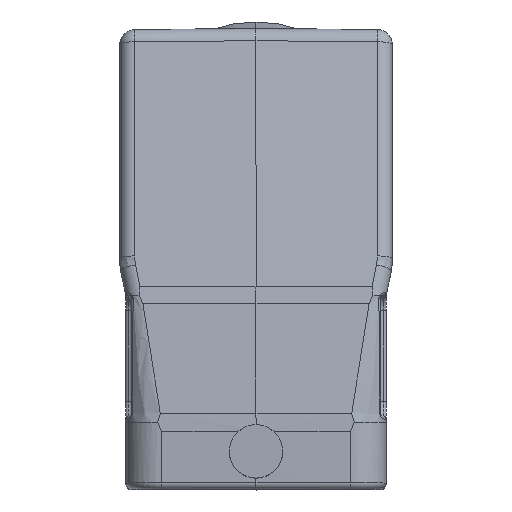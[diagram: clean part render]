
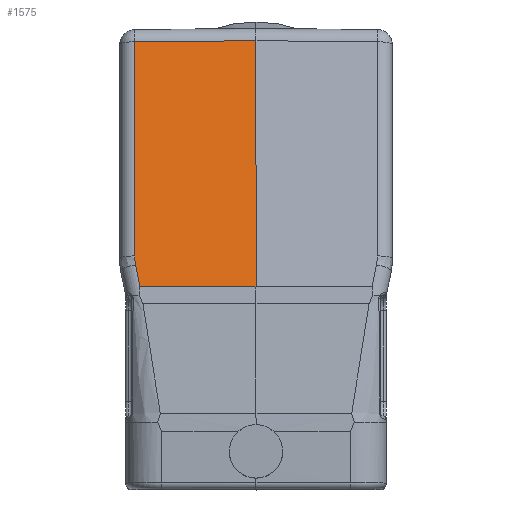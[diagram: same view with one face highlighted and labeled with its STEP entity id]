
A CAD part, top view. The second image highlights one B-rep face of the part: STEP entity #1575.
In plain terms, the highlighted planar face has unit normal (-0.009, 0.19, 0.982).
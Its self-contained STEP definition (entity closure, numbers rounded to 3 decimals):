
#675=B_SPLINE_CURVE_WITH_KNOTS('',3,(#23774,#23775,#23776,#23777),
 .UNSPECIFIED.,.F.,.F.,(4,4),(0.,1.),.UNSPECIFIED.);
#1575=ADVANCED_FACE('',(#2449),#1886,.T.);
#1886=PLANE('',#11668);
#2449=FACE_OUTER_BOUND('',#3131,.T.);
#3131=EDGE_LOOP('',(#6241,#6242,#6243,#6244,#6245,#6246));
#6241=ORIENTED_EDGE('',*,*,#9081,.T.);
#6242=ORIENTED_EDGE('',*,*,#9083,.F.);
#6243=ORIENTED_EDGE('',*,*,#9087,.F.);
#6244=ORIENTED_EDGE('',*,*,#9129,.F.);
#6245=ORIENTED_EDGE('',*,*,#9130,.T.);
#6246=ORIENTED_EDGE('',*,*,#9131,.F.);
#6945=VERTEX_POINT('',#15288);
#7606=VERTEX_POINT('',#23769);
#7607=VERTEX_POINT('',#23773);
#7610=VERTEX_POINT('',#23822);
#7632=VERTEX_POINT('',#24386);
#7633=VERTEX_POINT('',#24397);
#9081=EDGE_CURVE('',#6945,#7606,#9999,.T.);
#9083=EDGE_CURVE('',#7607,#7606,#675,.T.);
#9087=EDGE_CURVE('',#7610,#7607,#10000,.T.);
#9129=EDGE_CURVE('',#7632,#7610,#10012,.T.);
#9130=EDGE_CURVE('',#7632,#7633,#10013,.T.);
#9131=EDGE_CURVE('',#6945,#7633,#10014,.T.);
#9999=LINE('',#23770,#10772);
#10000=LINE('',#23823,#10773);
#10012=LINE('',#24394,#10785);
#10013=LINE('',#24396,#10786);
#10014=LINE('',#24398,#10787);
#10772=VECTOR('',#14020,1.);
#10773=VECTOR('',#14025,1.);
#10785=VECTOR('',#14071,1.);
#10786=VECTOR('',#14074,1.);
#10787=VECTOR('',#14075,1.);
#11668=AXIS2_PLACEMENT_3D('',#24399,#14076,#14077);
#14020=DIRECTION('',(0.,-0.982,0.19));
#14025=DIRECTION('',(-0.193,0.963,-0.188));
#14071=DIRECTION('',(-1.,0.,-0.009));
#14074=DIRECTION('',(0.,0.982,-0.19));
#14075=DIRECTION('',(1.,0.009,0.007));
#14076=DIRECTION('',(-0.009,0.19,0.982));
#14077=DIRECTION('',(0.,-0.982,0.19));
#15288=CARTESIAN_POINT('',(-20.022,19.215,36.497));
#23769=CARTESIAN_POINT('',(-20.022,-16.12,43.323));
#23770=CARTESIAN_POINT('',(-20.022,19.215,36.497));
#23773=CARTESIAN_POINT('',(-19.876,-17.591,43.609));
#23774=CARTESIAN_POINT('',(-19.876,-17.591,43.609));
#23775=CARTESIAN_POINT('',(-19.973,-17.107,43.514));
#23776=CARTESIAN_POINT('',(-20.022,-16.614,43.419));
#23777=CARTESIAN_POINT('',(-20.022,-16.12,43.323));
#23822=CARTESIAN_POINT('',(-19.146,-21.241,44.32));
#23823=CARTESIAN_POINT('',(-19.146,-21.241,44.32));
#24386=CARTESIAN_POINT('',(0.,-21.241,44.49));
#24394=CARTESIAN_POINT('',(0.,-21.241,44.49));
#24396=CARTESIAN_POINT('',(0.,-21.241,44.49));
#24397=CARTESIAN_POINT('',(0.,19.39,36.641));
#24398=CARTESIAN_POINT('',(-20.022,19.215,36.497));
#24399=CARTESIAN_POINT('',(0.,-22.585,44.75));
